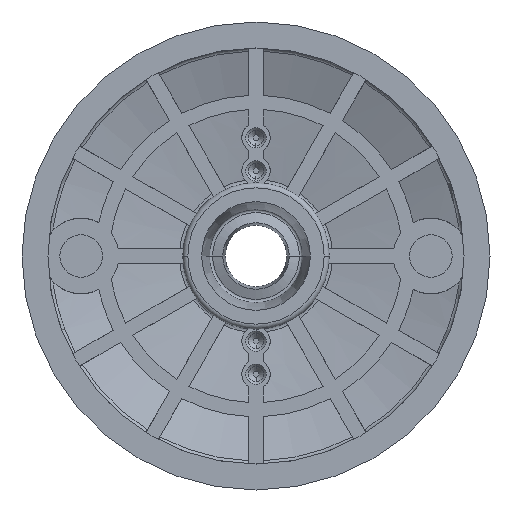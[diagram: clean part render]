
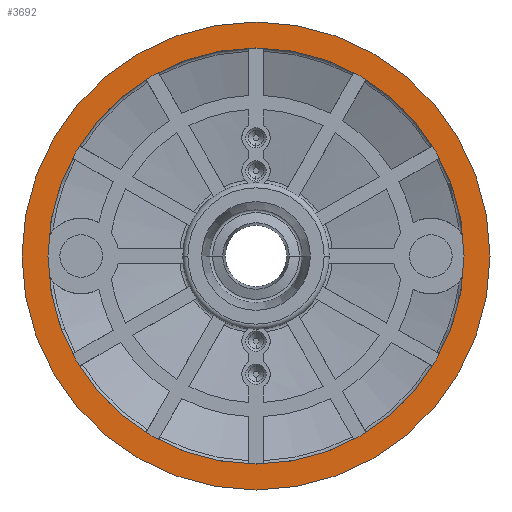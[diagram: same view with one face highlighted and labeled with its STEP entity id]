
A CAD part, front view. The second image highlights one B-rep face of the part: STEP entity #3692.
In plain terms, the highlighted planar face has unit normal (0, -1, 0).
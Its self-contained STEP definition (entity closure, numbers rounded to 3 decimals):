
#26 = EDGE_LOOP ( 'NONE', ( #6250, #4143 ) ) ;
#103 = DIRECTION ( 'NONE',  ( -1., 0., 0. ) ) ;
#410 = DIRECTION ( 'NONE',  ( 0., 1., 0. ) ) ;
#441 = DIRECTION ( 'NONE',  ( 0., 1., 0. ) ) ;
#470 = CARTESIAN_POINT ( 'NONE',  ( 0., 0., 0. ) ) ;
#1144 = EDGE_CURVE ( 'NONE', #3933, #6493, #2829, .T. ) ;
#1151 = AXIS2_PLACEMENT_3D ( 'NONE', #3599, #410, #4127 ) ;
#1528 = DIRECTION ( 'NONE',  ( 0., -1., 0. ) ) ;
#1583 = ORIENTED_EDGE ( 'NONE', *, *, #5865, .T. ) ;
#1772 = CIRCLE ( 'NONE', #4823, 49.5 ) ;
#2020 = DIRECTION ( 'NONE',  ( -1., 0., 0. ) ) ;
#2048 = DIRECTION ( 'NONE',  ( 0., 1., 0. ) ) ;
#2071 = CARTESIAN_POINT ( 'NONE',  ( 0., 0., 0. ) ) ;
#2116 = CARTESIAN_POINT ( 'NONE',  ( 0., 0., 0. ) ) ;
#2651 = VERTEX_POINT ( 'NONE', #4389 ) ;
#2666 = DIRECTION ( 'NONE',  ( -1., 0., 0. ) ) ;
#2667 = ORIENTED_EDGE ( 'NONE', *, *, #1144, .T. ) ;
#2829 = CIRCLE ( 'NONE', #3596, 44. ) ;
#3109 = EDGE_CURVE ( 'NONE', #2651, #3466, #1772, .T. ) ;
#3124 = PLANE ( 'NONE',  #4373 ) ;
#3466 = VERTEX_POINT ( 'NONE', #6141 ) ;
#3596 = AXIS2_PLACEMENT_3D ( 'NONE', #2071, #2048, #2020 ) ;
#3599 = CARTESIAN_POINT ( 'NONE',  ( 0., 0., 0. ) ) ;
#3647 = EDGE_CURVE ( 'NONE', #3466, #2651, #5114, .T. ) ;
#3648 = CARTESIAN_POINT ( 'NONE',  ( -44., 0., 0. ) ) ;
#3692 = ADVANCED_FACE ( 'NONE', ( #4880, #4886 ), #3124, .T. ) ;
#3870 = CARTESIAN_POINT ( 'NONE',  ( -44., 0., 0. ) ) ;
#3933 = VERTEX_POINT ( 'NONE', #3870 ) ;
#4127 = DIRECTION ( 'NONE',  ( -1., 0., 0. ) ) ;
#4143 = ORIENTED_EDGE ( 'NONE', *, *, #3109, .F. ) ;
#4373 = AXIS2_PLACEMENT_3D ( 'NONE', #3648, #1528, #5249 ) ;
#4389 = CARTESIAN_POINT ( 'NONE',  ( -49.5, 0., 0. ) ) ;
#4571 = CIRCLE ( 'NONE', #5957, 44. ) ;
#4823 = AXIS2_PLACEMENT_3D ( 'NONE', #470, #441, #103 ) ;
#4880 = FACE_BOUND ( 'NONE', #6820, .T. ) ;
#4886 = FACE_OUTER_BOUND ( 'NONE', #26, .T. ) ;
#4957 = CARTESIAN_POINT ( 'NONE',  ( 44., 0., 0. ) ) ;
#5114 = CIRCLE ( 'NONE', #1151, 49.5 ) ;
#5249 = DIRECTION ( 'NONE',  ( 1., 0., 0. ) ) ;
#5855 = DIRECTION ( 'NONE',  ( 0., 1., 0. ) ) ;
#5865 = EDGE_CURVE ( 'NONE', #6493, #3933, #4571, .T. ) ;
#5957 = AXIS2_PLACEMENT_3D ( 'NONE', #2116, #5855, #2666 ) ;
#6141 = CARTESIAN_POINT ( 'NONE',  ( 49.5, 0., 0. ) ) ;
#6250 = ORIENTED_EDGE ( 'NONE', *, *, #3647, .F. ) ;
#6493 = VERTEX_POINT ( 'NONE', #4957 ) ;
#6820 = EDGE_LOOP ( 'NONE', ( #2667, #1583 ) ) ;
